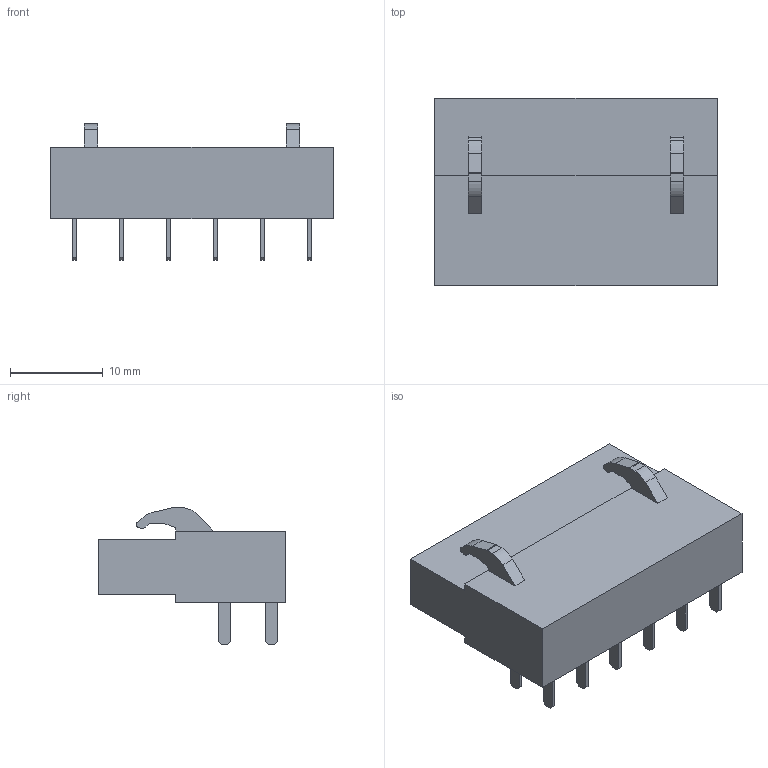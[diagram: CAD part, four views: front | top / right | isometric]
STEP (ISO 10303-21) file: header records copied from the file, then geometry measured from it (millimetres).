
FILE_DESCRIPTION(('CATIA V5 STEP Exchange','CAx-IF Rec.Pracs.--- Model Styling and Organization---1.4--- 2014-01-23'),'2;1');
FILE_NAME ('D1489777_0', '2021-06-15T12:15:45+00:00', ('none'), ('Weidmueller'), 'CATIA Version 5-6 Release 2016 SP3 HF44', 'CATIA V5 STEP AP214', 'none');
FILE_SCHEMA(('AUTOMOTIVE_DESIGN { 1 0 10303 214 1 1 1 1 }'));
Length unit declared in the file: millimetre
Products named in the file (1): 1645960000
Bounding box: 30.48 x 20.25 x 14.78 mm (x, y, z)
Volume: 4321.6 mm3; surface area: 2383.6 mm2
Topology: 13 solids, 13 shells, 220 faces, 522 edges, 348 vertices
Faces by surface type: plane 194, cylinder 14, cone 12
Entity records: 6404 total; most frequent: CARTESIAN_POINT 1255, ORIENTED_EDGE 1044, DIRECTION 854, EDGE_CURVE 522, VECTOR 470, LINE 470, VERTEX_POINT 348, EDGE_LOOP 240
